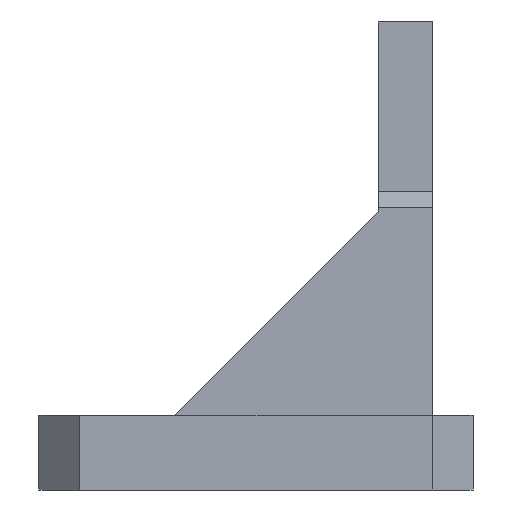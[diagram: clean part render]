
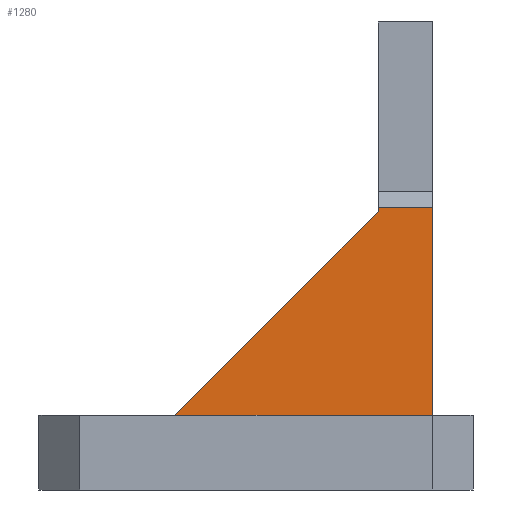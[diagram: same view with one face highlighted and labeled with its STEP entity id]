
A CAD part, front view. The second image highlights one B-rep face of the part: STEP entity #1280.
In plain terms, the highlighted planar face has unit normal (0, -1, 0).
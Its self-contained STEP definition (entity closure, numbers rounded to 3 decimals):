
#16 = ORIENTED_EDGE ( 'NONE', *, *, #142, .T. ) ;
#95 = EDGE_LOOP ( 'NONE', ( #16, #1657, #702, #1163, #889 ) ) ;
#118 = VERTEX_POINT ( 'NONE', #122 ) ;
#122 = CARTESIAN_POINT ( 'NONE',  ( 29., 8.8, 20.8 ) ) ;
#142 = EDGE_CURVE ( 'NONE', #453, #611, #349, .T. ) ;
#162 = PLANE ( 'NONE',  #1311 ) ;
#164 = EDGE_CURVE ( 'NONE', #611, #118, #1061, .T. ) ;
#187 = CARTESIAN_POINT ( 'NONE',  ( 25., 8.8, 0. ) ) ;
#295 = VECTOR ( 'NONE', #701, 1000. ) ;
#320 = VECTOR ( 'NONE', #1730, 1000. ) ;
#349 = LINE ( 'NONE', #1480, #696 ) ;
#453 = VERTEX_POINT ( 'NONE', #954 ) ;
#516 = FACE_OUTER_BOUND ( 'NONE', #95, .T. ) ;
#611 = VERTEX_POINT ( 'NONE', #1966 ) ;
#621 = VECTOR ( 'NONE', #1324, 1000. ) ;
#696 = VECTOR ( 'NONE', #1669, 1000. ) ;
#701 = DIRECTION ( 'NONE',  ( 0., 0., 1. ) ) ;
#702 = ORIENTED_EDGE ( 'NONE', *, *, #858, .T. ) ;
#836 = CARTESIAN_POINT ( 'NONE',  ( 29., 8.8, 20.8 ) ) ;
#858 = EDGE_CURVE ( 'NONE', #118, #1219, #1030, .T. ) ;
#889 = ORIENTED_EDGE ( 'NONE', *, *, #1794, .T. ) ;
#954 = CARTESIAN_POINT ( 'NONE',  ( 10., 8.8, 5.5 ) ) ;
#982 = CARTESIAN_POINT ( 'NONE',  ( 25., 8.8, 20.5 ) ) ;
#1030 = LINE ( 'NONE', #836, #621 ) ;
#1059 = CARTESIAN_POINT ( 'NONE',  ( 0., 8.8, 0. ) ) ;
#1061 = LINE ( 'NONE', #1623, #295 ) ;
#1084 = CARTESIAN_POINT ( 'NONE',  ( 25., 8.8, 20.8 ) ) ;
#1123 = CARTESIAN_POINT ( 'NONE',  ( 25., 8.8, 20.5 ) ) ;
#1163 = ORIENTED_EDGE ( 'NONE', *, *, #1182, .F. ) ;
#1182 = EDGE_CURVE ( 'NONE', #1591, #1219, #1527, .T. ) ;
#1219 = VERTEX_POINT ( 'NONE', #1084 ) ;
#1220 = DIRECTION ( 'NONE',  ( 0., 0., -1. ) ) ;
#1254 = DIRECTION ( 'NONE',  ( 0., 0., 1. ) ) ;
#1280 = ADVANCED_FACE ( 'NONE', ( #516 ), #162, .T. ) ;
#1311 = AXIS2_PLACEMENT_3D ( 'NONE', #1059, #1647, #1220 ) ;
#1324 = DIRECTION ( 'NONE',  ( -1., 0., 0. ) ) ;
#1480 = CARTESIAN_POINT ( 'NONE',  ( 29., 8.8, 5.5 ) ) ;
#1527 = LINE ( 'NONE', #187, #1894 ) ;
#1536 = LINE ( 'NONE', #1123, #320 ) ;
#1591 = VERTEX_POINT ( 'NONE', #982 ) ;
#1623 = CARTESIAN_POINT ( 'NONE',  ( 29., 8.8, 20.5 ) ) ;
#1647 = DIRECTION ( 'NONE',  ( 0., -1., 0. ) ) ;
#1657 = ORIENTED_EDGE ( 'NONE', *, *, #164, .T. ) ;
#1669 = DIRECTION ( 'NONE',  ( 1., 0., 0. ) ) ;
#1730 = DIRECTION ( 'NONE',  ( -0.707, 0., -0.707 ) ) ;
#1794 = EDGE_CURVE ( 'NONE', #1591, #453, #1536, .T. ) ;
#1894 = VECTOR ( 'NONE', #1254, 1000. ) ;
#1966 = CARTESIAN_POINT ( 'NONE',  ( 29., 8.8, 5.5 ) ) ;
